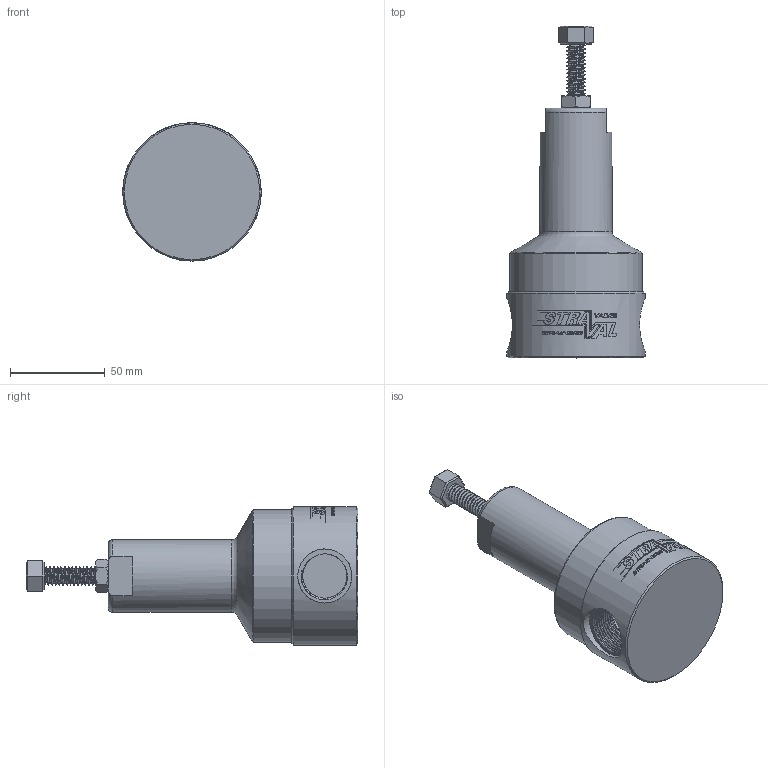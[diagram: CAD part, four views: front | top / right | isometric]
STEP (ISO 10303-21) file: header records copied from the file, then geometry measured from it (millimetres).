
FILE_DESCRIPTION (( 'STEP AP214' ), '1' );
FILE_NAME ('RVi20-07T-(0.3-50 psi).STEP', '2025-10-07T19:15:28', ( '' ), ( '' ), 'SwSTEP 2.0', 'SolidWorks 2018', '' );
FILE_SCHEMA (( 'AUTOMOTIVE_DESIGN' ));
Length unit declared in the file: inch
Products named in the file (2): RVi20-07T-(0.3-50 psi)
Bounding box: 73.03 x 175.2 x 73.03 mm (x, y, z)
Volume: 302685.1 mm3; surface area: 37398 mm2
Topology: 2 solids, 2 shells, 338 faces, 858 edges, 554 vertices
Faces by surface type: plane 140, bspline 111, cylinder 54, cone 29, torus 4
Full cylindrical faces by diameter (mm): 1.587 x1, 8.573 x5, 10.16 x1, 23.385 x2, 23.419 x8, 28.575 x2, 38.1 x1, 69.85 x1, 73.025 x1
Entity records: 30754 total; most frequent: CARTESIAN_POINT 23185, ORIENTED_EDGE 1548, DIRECTION 989, EDGE_CURVE 774, VERTEX_POINT 518, AXIS2_PLACEMENT_3D 450, B_SPLINE_CURVE_WITH_KNOTS 438, EDGE_LOOP 396
